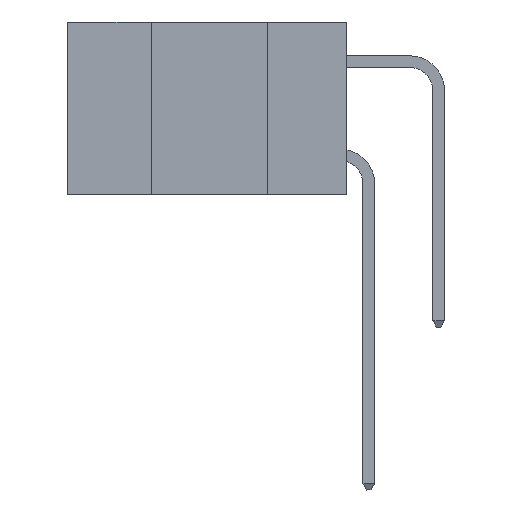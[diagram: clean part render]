
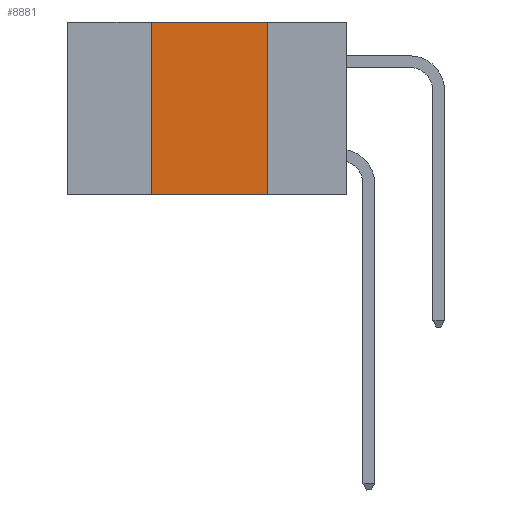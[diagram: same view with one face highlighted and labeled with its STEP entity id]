
A CAD part, left-side view. The second image highlights one B-rep face of the part: STEP entity #8881.
In plain terms, the highlighted planar face has unit normal (-1, 0, 0).
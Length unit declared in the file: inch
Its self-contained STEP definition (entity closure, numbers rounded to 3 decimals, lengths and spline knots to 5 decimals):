
#355 = LINE ( 'NONE', #19952, #12348 ) ;
#864 = VERTEX_POINT ( 'NONE', #11523 ) ;
#1536 = VECTOR ( 'NONE', #4403, 39.37008 ) ;
#1671 = CARTESIAN_POINT ( 'NONE',  ( 0., 0.42, 0. ) ) ;
#1696 = DIRECTION ( 'NONE',  ( 1., 0., 0. ) ) ;
#1991 = CARTESIAN_POINT ( 'NONE',  ( 0., 0.6, -0.37 ) ) ;
#2444 = ORIENTED_EDGE ( 'NONE', *, *, #14614, .F. ) ;
#2793 = CARTESIAN_POINT ( 'NONE',  ( 0., 0.42, 0. ) ) ;
#2924 = VECTOR ( 'NONE', #3578, 39.37008 ) ;
#3470 = EDGE_LOOP ( 'NONE', ( #8557, #9071, #2444, #9310 ) ) ;
#3578 = DIRECTION ( 'NONE',  ( 0., -1., 0. ) ) ;
#4300 = VERTEX_POINT ( 'NONE', #1671 ) ;
#4403 = DIRECTION ( 'NONE',  ( 0., 0., 1. ) ) ;
#5149 = LINE ( 'NONE', #8028, #5683 ) ;
#5683 = VECTOR ( 'NONE', #19513, 39.37008 ) ;
#8028 = CARTESIAN_POINT ( 'NONE',  ( 0., 0.6, 0. ) ) ;
#8557 = ORIENTED_EDGE ( 'NONE', *, *, #19001, .F. ) ;
#8837 = FACE_OUTER_BOUND ( 'NONE', #3470, .T. ) ;
#8881 = ADVANCED_FACE ( 'NONE', ( #8837 ), #11448, .F. ) ;
#9071 = ORIENTED_EDGE ( 'NONE', *, *, #11637, .F. ) ;
#9310 = ORIENTED_EDGE ( 'NONE', *, *, #10563, .T. ) ;
#10152 = LINE ( 'NONE', #2793, #1536 ) ;
#10563 = EDGE_CURVE ( 'NONE', #11835, #10902, #12153, .T. ) ;
#10902 = VERTEX_POINT ( 'NONE', #14117 ) ;
#11448 = PLANE ( 'NONE',  #13214 ) ;
#11523 = CARTESIAN_POINT ( 'NONE',  ( 0., 0.17, 0. ) ) ;
#11637 = EDGE_CURVE ( 'NONE', #4300, #864, #5149, .T. ) ;
#11835 = VERTEX_POINT ( 'NONE', #15023 ) ;
#12153 = LINE ( 'NONE', #1991, #2924 ) ;
#12348 = VECTOR ( 'NONE', #15098, 39.37008 ) ;
#13106 = DIRECTION ( 'NONE',  ( 0., 0., -1. ) ) ;
#13214 = AXIS2_PLACEMENT_3D ( 'NONE', #14701, #1696, #13106 ) ;
#14117 = CARTESIAN_POINT ( 'NONE',  ( 0., 0.17, -0.37 ) ) ;
#14614 = EDGE_CURVE ( 'NONE', #11835, #4300, #10152, .T. ) ;
#14701 = CARTESIAN_POINT ( 'NONE',  ( 0., 0.6, 0. ) ) ;
#15023 = CARTESIAN_POINT ( 'NONE',  ( 0., 0.42, -0.37 ) ) ;
#15098 = DIRECTION ( 'NONE',  ( 0., 0., -1. ) ) ;
#19001 = EDGE_CURVE ( 'NONE', #864, #10902, #355, .T. ) ;
#19513 = DIRECTION ( 'NONE',  ( 0., -1., 0. ) ) ;
#19952 = CARTESIAN_POINT ( 'NONE',  ( 0., 0.17, 0. ) ) ;
